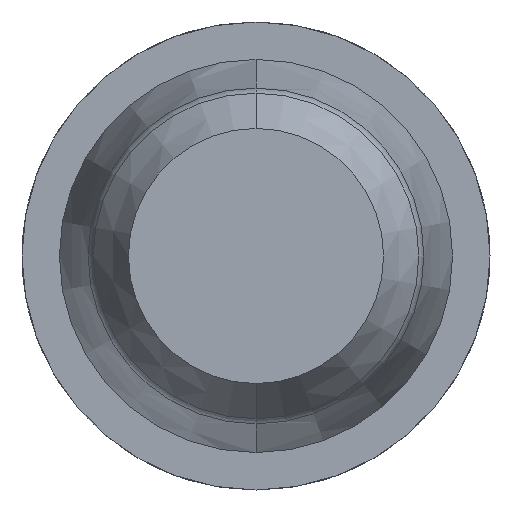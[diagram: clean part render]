
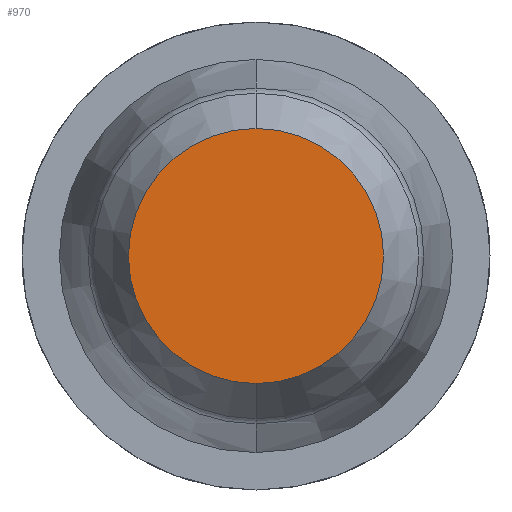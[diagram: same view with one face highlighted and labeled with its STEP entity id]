
A CAD part, front view. The second image highlights one B-rep face of the part: STEP entity #970.
In plain terms, the highlighted planar face has unit normal (0, -1, 0).
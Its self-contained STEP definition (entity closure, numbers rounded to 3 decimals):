
#310 = VERTEX_POINT ( 'NONE', #3382 ) ;
#380 = VERTEX_POINT ( 'NONE', #3255 ) ;
#528 = DIRECTION ( 'NONE',  ( 0., 1., 0. ) ) ;
#628 = CARTESIAN_POINT ( 'NONE',  ( 0., -30.5, 0. ) ) ;
#864 = CIRCLE ( 'NONE', #3754, 0.627 ) ;
#970 = ADVANCED_FACE ( 'Defeature ausgef�hrt2_6', ( #3527 ), #2872, .F. ) ;
#1151 = CARTESIAN_POINT ( 'NONE',  ( 0., -30.5, 0. ) ) ;
#1292 = CARTESIAN_POINT ( 'NONE',  ( 0., -30.5, 0. ) ) ;
#1393 = ORIENTED_EDGE ( 'NONE', *, *, #4130, .F. ) ;
#1421 = EDGE_LOOP ( 'NONE', ( #4023, #1393 ) ) ;
#1810 = DIRECTION ( 'NONE',  ( 0., 0., 1. ) ) ;
#2411 = AXIS2_PLACEMENT_3D ( 'NONE', #1151, #528, #1810 ) ;
#2513 = DIRECTION ( 'NONE',  ( 0., 0., 1. ) ) ;
#2571 = DIRECTION ( 'NONE',  ( 0., 1., 0. ) ) ;
#2829 = DIRECTION ( 'NONE',  ( 0., 1., 0. ) ) ;
#2872 = PLANE ( 'NONE',  #3661 ) ;
#3255 = CARTESIAN_POINT ( 'NONE',  ( 0., -30.5, -0.627 ) ) ;
#3382 = CARTESIAN_POINT ( 'NONE',  ( 0., -30.5, 0.627 ) ) ;
#3527 = FACE_OUTER_BOUND ( 'NONE', #1421, .T. ) ;
#3652 = EDGE_CURVE ( 'Defeature ausgef�hrt2_7+Defeature ausgef�hrt2_6+Defeature ausgef�hrt2_6+Defeature ausgef�hrt2_6', #310, #380, #4027, .T. ) ;
#3661 = AXIS2_PLACEMENT_3D ( 'NONE', #1292, #2571, #3860 ) ;
#3754 = AXIS2_PLACEMENT_3D ( 'NONE', #628, #2829, #2513 ) ;
#3860 = DIRECTION ( 'NONE',  ( 0., 0., 1. ) ) ;
#4023 = ORIENTED_EDGE ( 'NONE', *, *, #3652, .F. ) ;
#4027 = CIRCLE ( 'NONE', #2411, 0.627 ) ;
#4130 = EDGE_CURVE ( 'Defeature ausgef�hrt2_7+Defeature ausgef�hrt2_6+Defeature ausgef�hrt2_6+Defeature ausgef�hrt2_6', #380, #310, #864, .T. ) ;
